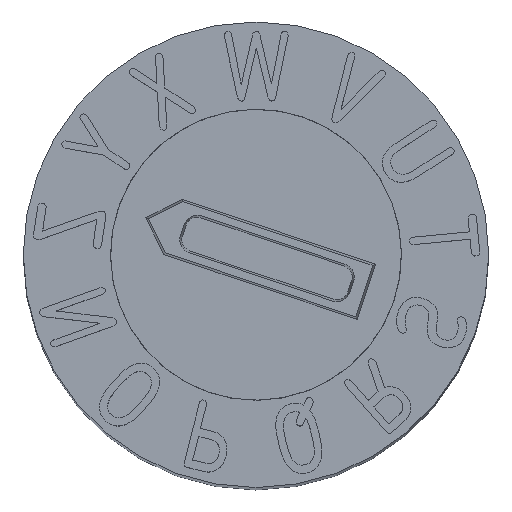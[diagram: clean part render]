
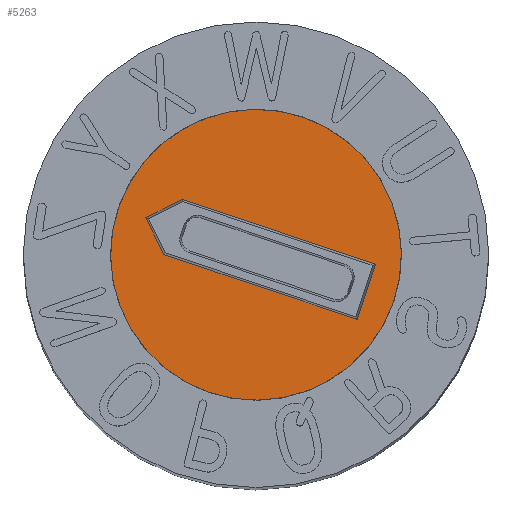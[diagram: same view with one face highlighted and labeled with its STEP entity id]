
A CAD part, top view. The second image highlights one B-rep face of the part: STEP entity #5263.
In plain terms, the highlighted planar face has unit normal (0, 0, 1).
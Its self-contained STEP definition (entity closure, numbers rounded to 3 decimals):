
#69=CIRCLE('',#5479,1.25);
#99=FACE_BOUND('',#799,.T.);
#212=PLANE('',#5478);
#492=FACE_OUTER_BOUND('',#798,.T.);
#798=EDGE_LOOP('',(#4796));
#799=EDGE_LOOP('',(#4797,#4798,#4799,#4800,#4801));
#1231=LINE('',#9785,#1670);
#1235=LINE('',#9792,#1674);
#1238=LINE('',#9798,#1677);
#1241=LINE('',#9804,#1680);
#1243=LINE('',#9807,#1682);
#1670=VECTOR('',#6212,10.);
#1674=VECTOR('',#6218,10.);
#1677=VECTOR('',#6223,10.);
#1680=VECTOR('',#6228,10.);
#1682=VECTOR('',#6232,10.);
#2491=VERTEX_POINT('',#9782);
#2492=VERTEX_POINT('',#9784);
#2494=VERTEX_POINT('',#9790);
#2496=VERTEX_POINT('',#9796);
#2498=VERTEX_POINT('',#9802);
#2499=VERTEX_POINT('',#9810);
#3257=EDGE_CURVE('',#2492,#2491,#1231,.T.);
#3261=EDGE_CURVE('',#2491,#2494,#1235,.T.);
#3264=EDGE_CURVE('',#2494,#2496,#1238,.T.);
#3267=EDGE_CURVE('',#2496,#2498,#1241,.T.);
#3269=EDGE_CURVE('',#2498,#2492,#1243,.T.);
#3270=EDGE_CURVE('',#2499,#2499,#69,.T.);
#4796=ORIENTED_EDGE('',*,*,#3270,.F.);
#4797=ORIENTED_EDGE('',*,*,#3257,.T.);
#4798=ORIENTED_EDGE('',*,*,#3261,.T.);
#4799=ORIENTED_EDGE('',*,*,#3264,.T.);
#4800=ORIENTED_EDGE('',*,*,#3267,.T.);
#4801=ORIENTED_EDGE('',*,*,#3269,.T.);
#5263=ADVANCED_FACE('',(#492,#99),#212,.F.);
#5478=AXIS2_PLACEMENT_3D('',#9809,#6235,#6236);
#5479=AXIS2_PLACEMENT_3D('',#9811,#6237,#6238);
#6212=DIRECTION('',(-0.707,-0.707,0.));
#6218=DIRECTION('',(-0.707,0.707,0.));
#6223=DIRECTION('',(0.,1.,0.));
#6228=DIRECTION('',(1.,0.,0.));
#6232=DIRECTION('',(0.,-1.,0.));
#6235=DIRECTION('center_axis',(0.,0.,-1.));
#6236=DIRECTION('ref_axis',(-1.,0.,0.));
#6237=DIRECTION('center_axis',(0.,0.,-1.));
#6238=DIRECTION('ref_axis',(-1.,0.,0.));
#9782=CARTESIAN_POINT('',(0.,-1.,2.3));
#9784=CARTESIAN_POINT('',(0.25,-0.75,2.3));
#9785=CARTESIAN_POINT('',(0.375,-0.625,2.3));
#9790=CARTESIAN_POINT('',(-0.25,-0.75,2.3));
#9792=CARTESIAN_POINT('',(-0.25,-0.75,2.3));
#9796=CARTESIAN_POINT('',(-0.25,1.,2.3));
#9798=CARTESIAN_POINT('',(-0.25,-0.375,2.3));
#9802=CARTESIAN_POINT('',(0.25,1.,2.3));
#9804=CARTESIAN_POINT('',(-0.125,1.,2.3));
#9807=CARTESIAN_POINT('',(0.25,0.5,2.3));
#9809=CARTESIAN_POINT('Origin',(0.,0.,2.3));
#9810=CARTESIAN_POINT('',(1.25,0.,2.3));
#9811=CARTESIAN_POINT('Origin',(0.,0.,2.3));
